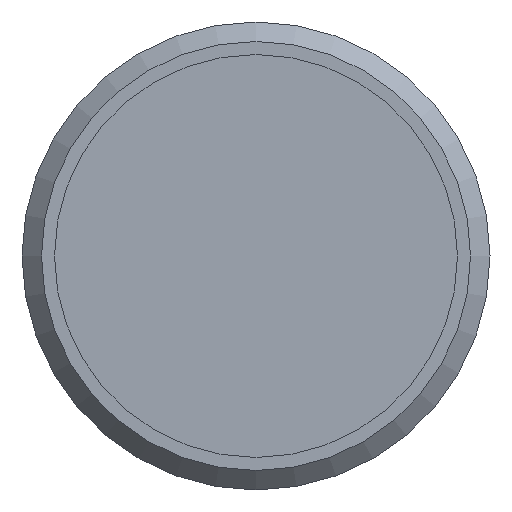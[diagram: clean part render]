
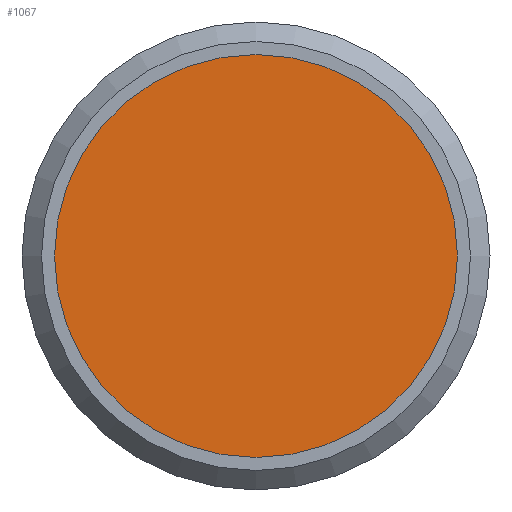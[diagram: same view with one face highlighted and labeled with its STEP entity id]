
A CAD part, front view. The second image highlights one B-rep face of the part: STEP entity #1067.
In plain terms, the highlighted planar face has unit normal (0, -1, 0).
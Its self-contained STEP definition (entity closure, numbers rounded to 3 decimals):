
#81=PLANE('',#1198);
#140=FACE_OUTER_BOUND('',#225,.T.);
#225=EDGE_LOOP('',(#827));
#402=CIRCLE('',#1193,7.75);
#481=VERTEX_POINT('',#2000);
#600=EDGE_CURVE('',#481,#481,#402,.T.);
#827=ORIENTED_EDGE('',*,*,#600,.T.);
#1067=ADVANCED_FACE('',(#140),#81,.T.);
#1193=AXIS2_PLACEMENT_3D('',#2001,#1425,#1426);
#1198=AXIS2_PLACEMENT_3D('',#2010,#1437,#1438);
#1425=DIRECTION('center_axis',(0.,-1.,0.));
#1426=DIRECTION('ref_axis',(1.,0.,0.));
#1437=DIRECTION('center_axis',(0.,-1.,0.));
#1438=DIRECTION('ref_axis',(0.,0.,-1.));
#2000=CARTESIAN_POINT('',(-7.75,-12.,0.));
#2001=CARTESIAN_POINT('Origin',(0.,-12.,0.));
#2010=CARTESIAN_POINT('Origin',(3.875,-12.,0.));
